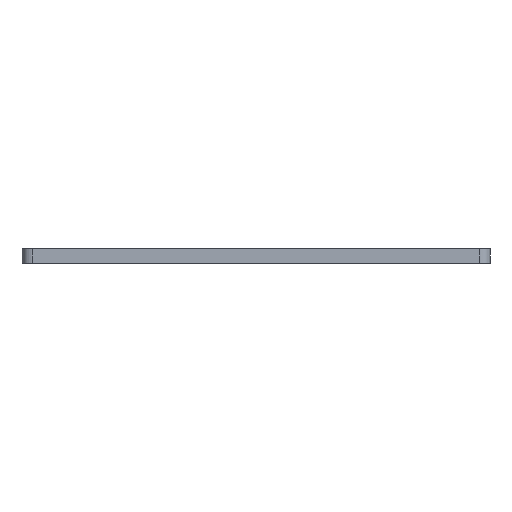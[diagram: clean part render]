
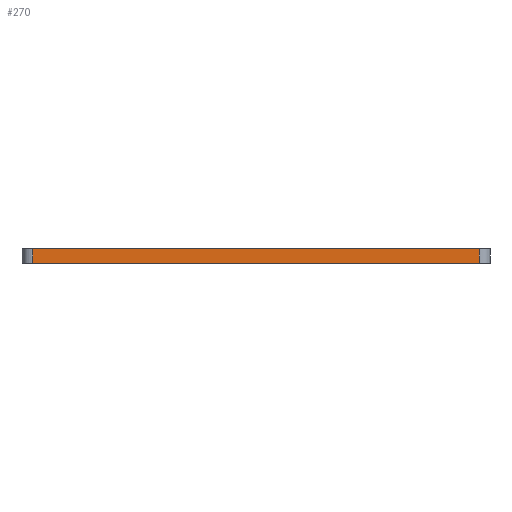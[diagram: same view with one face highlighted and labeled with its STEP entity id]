
A CAD part, front view. The second image highlights one B-rep face of the part: STEP entity #270.
In plain terms, the highlighted planar face has unit normal (0, -1, 0).
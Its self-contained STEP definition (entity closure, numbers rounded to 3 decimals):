
#26 = DIRECTION ( 'NONE',  ( 1., 0., 0. ) ) ;
#43 = ORIENTED_EDGE ( 'NONE', *, *, #98, .T. ) ;
#55 = VERTEX_POINT ( 'NONE', #446 ) ;
#98 = EDGE_CURVE ( 'NONE', #460, #875, #596, .T. ) ;
#171 = VECTOR ( 'NONE', #804, 1000. ) ;
#218 = CARTESIAN_POINT ( 'NONE',  ( -1443.015, -1203.062, 3. ) ) ;
#267 = CARTESIAN_POINT ( 'NONE',  ( -1443.015, -1203.062, -1. ) ) ;
#269 = EDGE_CURVE ( 'NONE', #875, #55, #589, .T. ) ;
#270 = ADVANCED_FACE ( 'NONE', ( #329 ), #877, .T. ) ;
#307 = CARTESIAN_POINT ( 'NONE',  ( -1443.015, -1203.062, -1. ) ) ;
#329 = FACE_OUTER_BOUND ( 'NONE', #580, .T. ) ;
#395 = DIRECTION ( 'NONE',  ( 0., 0., -1. ) ) ;
#398 = EDGE_CURVE ( 'NONE', #460, #511, #560, .T. ) ;
#415 = VECTOR ( 'NONE', #745, 1000. ) ;
#446 = CARTESIAN_POINT ( 'NONE',  ( -1318.015, -1203.062, 3. ) ) ;
#460 = VERTEX_POINT ( 'NONE', #658 ) ;
#478 = VECTOR ( 'NONE', #848, 1000. ) ;
#511 = VERTEX_POINT ( 'NONE', #218 ) ;
#520 = DIRECTION ( 'NONE',  ( 0., -1., 0. ) ) ;
#560 = LINE ( 'NONE', #307, #478 ) ;
#563 = EDGE_CURVE ( 'NONE', #511, #55, #614, .T. ) ;
#578 = AXIS2_PLACEMENT_3D ( 'NONE', #872, #520, #395 ) ;
#580 = EDGE_LOOP ( 'NONE', ( #582, #619, #43, #718 ) ) ;
#582 = ORIENTED_EDGE ( 'NONE', *, *, #563, .F. ) ;
#589 = LINE ( 'NONE', #664, #171 ) ;
#596 = LINE ( 'NONE', #267, #415 ) ;
#614 = LINE ( 'NONE', #625, #873 ) ;
#619 = ORIENTED_EDGE ( 'NONE', *, *, #398, .F. ) ;
#625 = CARTESIAN_POINT ( 'NONE',  ( -1443.015, -1203.062, 3. ) ) ;
#658 = CARTESIAN_POINT ( 'NONE',  ( -1443.015, -1203.062, -1. ) ) ;
#664 = CARTESIAN_POINT ( 'NONE',  ( -1318.015, -1203.062, -1. ) ) ;
#718 = ORIENTED_EDGE ( 'NONE', *, *, #269, .T. ) ;
#745 = DIRECTION ( 'NONE',  ( 1., 0., 0. ) ) ;
#804 = DIRECTION ( 'NONE',  ( 0., 0., 1. ) ) ;
#848 = DIRECTION ( 'NONE',  ( 0., 0., 1. ) ) ;
#863 = CARTESIAN_POINT ( 'NONE',  ( -1318.015, -1203.062, -1. ) ) ;
#872 = CARTESIAN_POINT ( 'NONE',  ( -1443.015, -1203.062, -1. ) ) ;
#873 = VECTOR ( 'NONE', #26, 1000. ) ;
#875 = VERTEX_POINT ( 'NONE', #863 ) ;
#877 = PLANE ( 'NONE',  #578 ) ;
